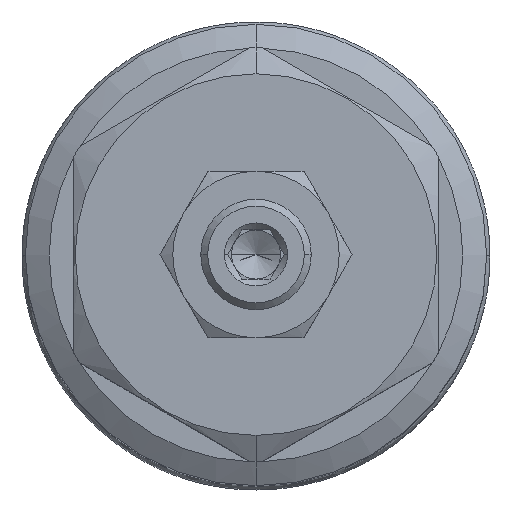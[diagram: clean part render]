
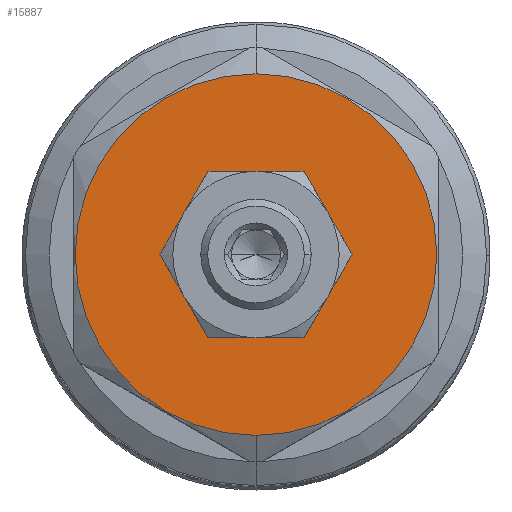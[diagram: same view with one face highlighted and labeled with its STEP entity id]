
A CAD part, top view. The second image highlights one B-rep face of the part: STEP entity #15887.
In plain terms, the highlighted planar face has unit normal (0, 0, 1).
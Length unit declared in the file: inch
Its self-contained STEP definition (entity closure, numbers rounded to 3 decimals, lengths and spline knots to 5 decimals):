
#7587=CARTESIAN_POINT('',(0.,0.,6.896));
#7588=DIRECTION('',(0.,0.,1.));
#7589=DIRECTION('',(0.,-1.,0.));
#7590=AXIS2_PLACEMENT_3D('',#7587,#7588,#7589);
#7592=CARTESIAN_POINT('',(0.,0.,6.896));
#7593=DIRECTION('',(0.,0.,1.));
#7594=DIRECTION('',(0.,1.,0.));
#7595=AXIS2_PLACEMENT_3D('',#7592,#7593,#7594);
#7597=CARTESIAN_POINT('',(-0.32174,-0.18576,
6.89601));
#7598=CARTESIAN_POINT('',(-0.31632,-0.19514,
6.89601));
#7599=CARTESIAN_POINT('',(-0.3047,-0.21334,
6.896));
#7600=CARTESIAN_POINT('',(-0.28495,-0.2391,
6.896));
#7601=CARTESIAN_POINT('',(-0.26302,-0.26302,
6.896));
#7602=CARTESIAN_POINT('',(-0.2391,-0.28495,
6.896));
#7603=CARTESIAN_POINT('',(-0.21335,-0.3047,
6.896));
#7604=CARTESIAN_POINT('',(-0.18598,-0.32214,
6.896));
#7605=CARTESIAN_POINT('',(-0.1572,-0.33712,
6.896));
#7606=CARTESIAN_POINT('',(-0.12722,-0.34954,
6.896));
#7607=CARTESIAN_POINT('',(-0.09627,-0.3593,
6.896));
#7608=CARTESIAN_POINT('',(-0.0646,-0.36632,
6.896));
#7609=CARTESIAN_POINT('',(-0.03241,-0.37055,
6.896));
#7610=CARTESIAN_POINT('',(-0.01083,-0.37151,
6.89601));
#7611=CARTESIAN_POINT('',(0.,-0.37151,
6.89601));
#7613=CARTESIAN_POINT('',(0.,-0.37151,
6.89601));
#7614=CARTESIAN_POINT('',(0.01083,-0.37151,
6.89601));
#7615=CARTESIAN_POINT('',(0.03241,-0.37055,
6.896));
#7616=CARTESIAN_POINT('',(0.0646,-0.36632,
6.896));
#7617=CARTESIAN_POINT('',(0.09627,-0.3593,
6.896));
#7618=CARTESIAN_POINT('',(0.12722,-0.34954,
6.896));
#7619=CARTESIAN_POINT('',(0.1572,-0.33712,
6.896));
#7620=CARTESIAN_POINT('',(0.18598,-0.32214,
6.896));
#7621=CARTESIAN_POINT('',(0.21335,-0.3047,
6.896));
#7622=CARTESIAN_POINT('',(0.2391,-0.28495,
6.896));
#7623=CARTESIAN_POINT('',(0.26302,-0.26302,
6.896));
#7624=CARTESIAN_POINT('',(0.28495,-0.2391,
6.896));
#7625=CARTESIAN_POINT('',(0.3047,-0.21334,
6.896));
#7626=CARTESIAN_POINT('',(0.31632,-0.19514,
6.89601));
#7627=CARTESIAN_POINT('',(0.32174,-0.18576,
6.89601));
#7629=CARTESIAN_POINT('',(0.32174,0.18576,
6.89601));
#7630=CARTESIAN_POINT('',(0.31632,0.19514,
6.89601));
#7631=CARTESIAN_POINT('',(0.3047,0.21334,
6.896));
#7632=CARTESIAN_POINT('',(0.28495,0.2391,
6.896));
#7633=CARTESIAN_POINT('',(0.26302,0.26302,
6.896));
#7634=CARTESIAN_POINT('',(0.2391,0.28495,
6.896));
#7635=CARTESIAN_POINT('',(0.21335,0.3047,
6.896));
#7636=CARTESIAN_POINT('',(0.18598,0.32214,
6.896));
#7637=CARTESIAN_POINT('',(0.1572,0.33712,
6.896));
#7638=CARTESIAN_POINT('',(0.12722,0.34954,
6.896));
#7639=CARTESIAN_POINT('',(0.09627,0.3593,
6.896));
#7640=CARTESIAN_POINT('',(0.0646,0.36632,
6.896));
#7641=CARTESIAN_POINT('',(0.03241,0.37055,
6.896));
#7642=CARTESIAN_POINT('',(0.01083,0.37151,
6.89601));
#7643=CARTESIAN_POINT('',(0.,0.37151,
6.89601));
#7645=CARTESIAN_POINT('',(0.,0.37151,
6.89601));
#7646=CARTESIAN_POINT('',(-0.01083,0.37151,
6.89601));
#7647=CARTESIAN_POINT('',(-0.03241,0.37055,
6.896));
#7648=CARTESIAN_POINT('',(-0.0646,0.36632,
6.896));
#7649=CARTESIAN_POINT('',(-0.09627,0.3593,
6.896));
#7650=CARTESIAN_POINT('',(-0.12722,0.34954,
6.896));
#7651=CARTESIAN_POINT('',(-0.1572,0.33712,
6.896));
#7652=CARTESIAN_POINT('',(-0.18598,0.32214,
6.896));
#7653=CARTESIAN_POINT('',(-0.21335,0.3047,
6.896));
#7654=CARTESIAN_POINT('',(-0.2391,0.28495,
6.896));
#7655=CARTESIAN_POINT('',(-0.26302,0.26302,
6.896));
#7656=CARTESIAN_POINT('',(-0.28495,0.2391,
6.896));
#7657=CARTESIAN_POINT('',(-0.3047,0.21334,
6.896));
#7658=CARTESIAN_POINT('',(-0.31632,0.19514,
6.89601));
#7659=CARTESIAN_POINT('',(-0.32174,0.18576,
6.89601));
#7661=CARTESIAN_POINT('',(-0.32174,-0.18576,
6.89601));
#7662=CARTESIAN_POINT('',(-0.32716,-0.17637,
6.89601));
#7663=CARTESIAN_POINT('',(-0.33711,-0.15721,
6.896));
#7664=CARTESIAN_POINT('',(-0.34954,-0.12722,
6.896));
#7665=CARTESIAN_POINT('',(-0.3593,-0.09627,
6.896));
#7666=CARTESIAN_POINT('',(-0.36632,-0.06459,
6.896));
#7667=CARTESIAN_POINT('',(-0.37056,-0.03242,
6.896));
#7668=CARTESIAN_POINT('',(-0.37197,0.,
6.896));
#7669=CARTESIAN_POINT('',(-0.37056,0.03242,
6.896));
#7670=CARTESIAN_POINT('',(-0.36632,0.06459,
6.896));
#7671=CARTESIAN_POINT('',(-0.3593,0.09627,
6.896));
#7672=CARTESIAN_POINT('',(-0.34954,0.12722,
6.896));
#7673=CARTESIAN_POINT('',(-0.33711,0.15721,
6.896));
#7674=CARTESIAN_POINT('',(-0.32716,0.17637,
6.89601));
#7675=CARTESIAN_POINT('',(-0.32174,0.18576,
6.89601));
#7821=CARTESIAN_POINT('',(0.32174,0.18576,
6.89601));
#7822=CARTESIAN_POINT('',(0.32716,0.17637,
6.89601));
#7823=CARTESIAN_POINT('',(0.33711,0.15721,
6.896));
#7824=CARTESIAN_POINT('',(0.34954,0.12722,
6.896));
#7825=CARTESIAN_POINT('',(0.3593,0.09627,
6.896));
#7826=CARTESIAN_POINT('',(0.36632,0.06459,
6.896));
#7827=CARTESIAN_POINT('',(0.37056,0.03242,
6.896));
#7828=CARTESIAN_POINT('',(0.37197,0.,
6.896));
#7829=CARTESIAN_POINT('',(0.37056,-0.03242,
6.896));
#7830=CARTESIAN_POINT('',(0.36632,-0.06459,
6.896));
#7831=CARTESIAN_POINT('',(0.3593,-0.09627,
6.896));
#7832=CARTESIAN_POINT('',(0.34954,-0.12722,
6.896));
#7833=CARTESIAN_POINT('',(0.33711,-0.15721,
6.896));
#7834=CARTESIAN_POINT('',(0.32716,-0.17637,
6.89601));
#7835=CARTESIAN_POINT('',(0.32174,-0.18576,
6.89601));
#9296=CARTESIAN_POINT('',(0.,-0.807,6.896));
#9297=CARTESIAN_POINT('',(0.,0.807,6.896));
#9298=VERTEX_POINT('',#9296);
#9299=VERTEX_POINT('',#9297);
#9571=VERTEX_POINT('',#7597);
#9572=VERTEX_POINT('',#7611);
#9573=VERTEX_POINT('',#7627);
#9574=VERTEX_POINT('',#7629);
#9575=VERTEX_POINT('',#7643);
#9576=VERTEX_POINT('',#7659);
#15864=CARTESIAN_POINT('',(0.,0.,6.896));
#15865=DIRECTION('',(0.,0.,1.));
#15866=DIRECTION('',(0.,1.,0.));
#15867=AXIS2_PLACEMENT_3D('',#15864,#15865,#15866);
#15868=PLANE('',#15867);
#15869=ORIENTED_EDGE('',*,*,#15634,.F.);
#15870=ORIENTED_EDGE('',*,*,#15855,.F.);
#15871=EDGE_LOOP('',(#15869,#15870));
#15872=FACE_OUTER_BOUND('',#15871,.F.);
#15874=ORIENTED_EDGE('',*,*,#15873,.F.);
#15876=ORIENTED_EDGE('',*,*,#15875,.T.);
#15878=ORIENTED_EDGE('',*,*,#15877,.T.);
#15880=ORIENTED_EDGE('',*,*,#15879,.F.);
#15882=ORIENTED_EDGE('',*,*,#15881,.T.);
#15884=ORIENTED_EDGE('',*,*,#15883,.T.);
#15885=EDGE_LOOP('',(#15874,#15876,#15878,#15880,#15882,#15884));
#15886=FACE_BOUND('',#15885,.F.);
#15887=ADVANCED_FACE('',(#15872,#15886),#15868,.T.);
#7591=CIRCLE('',#7590,0.807);
#7596=CIRCLE('',#7595,0.807);
#7612=B_SPLINE_CURVE_WITH_KNOTS('',3,(#7597,#7598,#7599,#7600,#7601,#7602,#7603,
#7604,#7605,#7606,#7607,#7608,#7609,#7610,#7611),.UNSPECIFIED.,.F.,.F.,(4,1,1,1,
1,1,1,1,1,1,1,1,4),(0.,0.08333,0.16667,0.25,
0.33333,0.41667,0.5,0.58333,0.66667,
0.75,0.83333,0.91667,1.),.UNSPECIFIED.);
#7628=B_SPLINE_CURVE_WITH_KNOTS('',3,(#7613,#7614,#7615,#7616,#7617,#7618,#7619,
#7620,#7621,#7622,#7623,#7624,#7625,#7626,#7627),.UNSPECIFIED.,.F.,.F.,(4,1,1,1,
1,1,1,1,1,1,1,1,4),(0.,0.08333,0.16667,0.25,
0.33333,0.41667,0.5,0.58333,0.66667,
0.75,0.83333,0.91667,1.),.UNSPECIFIED.);
#7644=B_SPLINE_CURVE_WITH_KNOTS('',3,(#7629,#7630,#7631,#7632,#7633,#7634,#7635,
#7636,#7637,#7638,#7639,#7640,#7641,#7642,#7643),.UNSPECIFIED.,.F.,.F.,(4,1,1,1,
1,1,1,1,1,1,1,1,4),(0.,0.08333,0.16667,0.25,
0.33333,0.41667,0.5,0.58333,0.66667,
0.75,0.83333,0.91667,1.),.UNSPECIFIED.);
#7660=B_SPLINE_CURVE_WITH_KNOTS('',3,(#7645,#7646,#7647,#7648,#7649,#7650,#7651,
#7652,#7653,#7654,#7655,#7656,#7657,#7658,#7659),.UNSPECIFIED.,.F.,.F.,(4,1,1,1,
1,1,1,1,1,1,1,1,4),(0.,0.08333,0.16667,0.25,
0.33333,0.41667,0.5,0.58333,0.66667,
0.75,0.83333,0.91667,1.),.UNSPECIFIED.);
#7676=B_SPLINE_CURVE_WITH_KNOTS('',3,(#7661,#7662,#7663,#7664,#7665,#7666,#7667,
#7668,#7669,#7670,#7671,#7672,#7673,#7674,#7675),.UNSPECIFIED.,.F.,.F.,(4,1,1,1,
1,1,1,1,1,1,1,1,4),(0.,0.08333,0.16667,0.25,
0.33333,0.41667,0.5,0.58333,0.66667,
0.75,0.83333,0.91667,1.),.UNSPECIFIED.);
#7836=B_SPLINE_CURVE_WITH_KNOTS('',3,(#7821,#7822,#7823,#7824,#7825,#7826,#7827,
#7828,#7829,#7830,#7831,#7832,#7833,#7834,#7835),.UNSPECIFIED.,.F.,.F.,(4,1,1,1,
1,1,1,1,1,1,1,1,4),(0.,0.08333,0.16667,0.25,
0.33333,0.41667,0.5,0.58333,0.66667,
0.75,0.83333,0.91667,1.),.UNSPECIFIED.);
#15634=EDGE_CURVE('',#9298,#9299,#7591,.T.);
#15855=EDGE_CURVE('',#9299,#9298,#7596,.T.);
#15873=EDGE_CURVE('',#9571,#9576,#7676,.T.);
#15875=EDGE_CURVE('',#9571,#9572,#7612,.T.);
#15877=EDGE_CURVE('',#9572,#9573,#7628,.T.);
#15879=EDGE_CURVE('',#9574,#9573,#7836,.T.);
#15881=EDGE_CURVE('',#9574,#9575,#7644,.T.);
#15883=EDGE_CURVE('',#9575,#9576,#7660,.T.);
